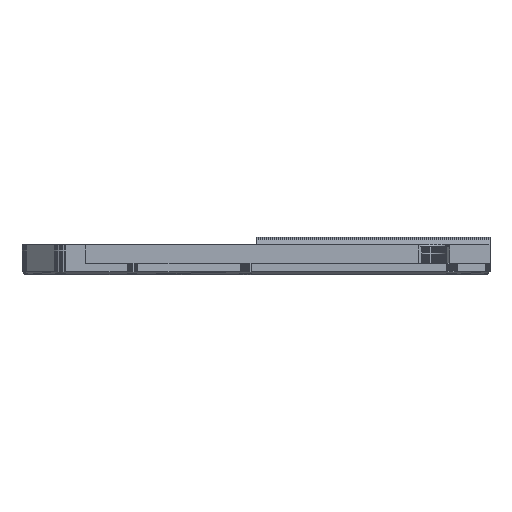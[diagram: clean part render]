
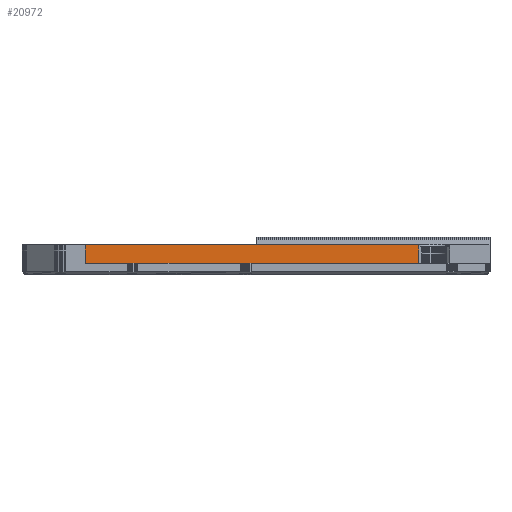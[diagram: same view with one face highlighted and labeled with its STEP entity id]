
A CAD part, left-side view. The second image highlights one B-rep face of the part: STEP entity #20972.
In plain terms, the highlighted planar face has unit normal (-1, 0, 0).
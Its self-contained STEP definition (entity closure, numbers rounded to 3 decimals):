
#4834 = VERTEX_POINT('',#4835);
#4835 = CARTESIAN_POINT('',(154.,128.1,1.5));
#4841 = EDGE_CURVE('',#4834,#4842,#4844,.T.);
#4842 = VERTEX_POINT('',#4843);
#4843 = CARTESIAN_POINT('',(154.,173.,1.5));
#4844 = LINE('',#4845,#4846);
#4845 = CARTESIAN_POINT('',(154.,128.1,1.5));
#4846 = VECTOR('',#4847,1.);
#4847 = DIRECTION('',(0.,1.,0.));
#12911 = VERTEX_POINT('',#12912);
#12912 = CARTESIAN_POINT('',(154.,173.,4.));
#12918 = EDGE_CURVE('',#12911,#12919,#12921,.T.);
#12919 = VERTEX_POINT('',#12920);
#12920 = CARTESIAN_POINT('',(154.,128.1,4.));
#12921 = LINE('',#12922,#12923);
#12922 = CARTESIAN_POINT('',(154.,173.,4.));
#12923 = VECTOR('',#12924,1.);
#12924 = DIRECTION('',(0.,-1.,0.));
#20972 = ADVANCED_FACE('',(#20973),#20989,.T.);
#20973 = FACE_BOUND('',#20974,.T.);
#20974 = EDGE_LOOP('',(#20975,#20981,#20982,#20988));
#20975 = ORIENTED_EDGE('',*,*,#20976,.F.);
#20976 = EDGE_CURVE('',#12919,#4834,#20977,.T.);
#20977 = LINE('',#20978,#20979);
#20978 = CARTESIAN_POINT('',(154.,128.1,4.));
#20979 = VECTOR('',#20980,1.);
#20980 = DIRECTION('',(0.,0.,-1.));
#20981 = ORIENTED_EDGE('',*,*,#12918,.F.);
#20982 = ORIENTED_EDGE('',*,*,#20983,.T.);
#20983 = EDGE_CURVE('',#12911,#4842,#20984,.T.);
#20984 = LINE('',#20985,#20986);
#20985 = CARTESIAN_POINT('',(154.,173.,4.));
#20986 = VECTOR('',#20987,1.);
#20987 = DIRECTION('',(0.,0.,-1.));
#20988 = ORIENTED_EDGE('',*,*,#4841,.F.);
#20989 = PLANE('',#20990);
#20990 = AXIS2_PLACEMENT_3D('',#20991,#20992,#20993);
#20991 = CARTESIAN_POINT('',(154.,150.55,2.75));
#20992 = DIRECTION('',(-1.,-0.,-0.));
#20993 = DIRECTION('',(0.,0.,-1.));
